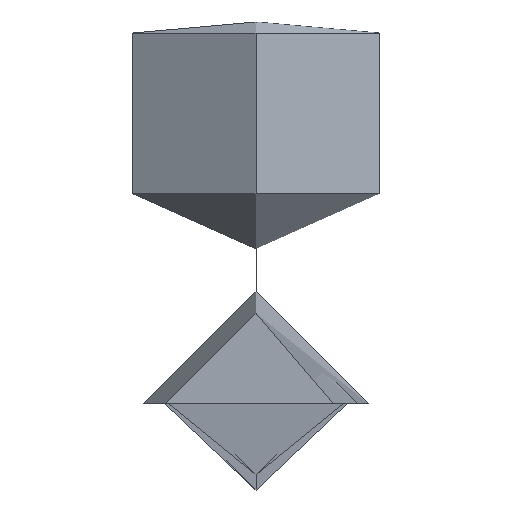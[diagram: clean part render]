
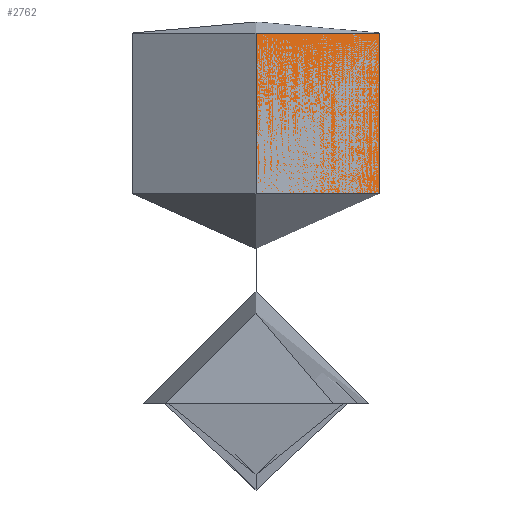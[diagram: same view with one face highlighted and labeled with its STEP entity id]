
A CAD part, left-side view. The second image highlights one B-rep face of the part: STEP entity #2762.
In plain terms, the highlighted free-form (B-spline) face has degree [1, 1] with [2, 2] control points.
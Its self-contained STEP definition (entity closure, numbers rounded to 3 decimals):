
#2448 = VERTEX_POINT('',#2449);
#2449 = CARTESIAN_POINT('',(-6.928,1.072,-12.));
#2506 = VERTEX_POINT('',#2507);
#2507 = CARTESIAN_POINT('',(-13.857,1.072,0.));
#2513 = EDGE_CURVE('',#2448,#2506,#2514,.T.);
#2514 = ( BOUNDED_CURVE() B_SPLINE_CURVE(2,(#2515,#2516,#2517),
.UNSPECIFIED.,.F.,.F.) B_SPLINE_CURVE_WITH_KNOTS((3,3),(0.,
1.402),.PIECEWISE_BEZIER_KNOTS.) CURVE() 
GEOMETRIC_REPRESENTATION_ITEM() RATIONAL_B_SPLINE_CURVE((1.,
1.155,1.)) REPRESENTATION_ITEM('') );
#2515 = CARTESIAN_POINT('',(-6.928,1.072,-12.));
#2516 = CARTESIAN_POINT('',(-10.392,-0.928,-6.));
#2517 = CARTESIAN_POINT('',(-13.857,1.072,0.)
  );
#2762 = ADVANCED_FACE('',(#2763),#2786,.T.);
#2763 = FACE_BOUND('',#2764,.T.);
#2764 = EDGE_LOOP('',(#2765,#2766,#2773,#2781));
#2765 = ORIENTED_EDGE('',*,*,#2513,.T.);
#2766 = ORIENTED_EDGE('',*,*,#2767,.T.);
#2767 = EDGE_CURVE('',#2506,#2768,#2770,.T.);
#2768 = VERTEX_POINT('',#2769);
#2769 = CARTESIAN_POINT('',(-13.857,16.644,0.));
#2770 = B_SPLINE_CURVE_WITH_KNOTS('',1,(#2771,#2772),.UNSPECIFIED.,.F.,
  .F.,(2,2),(-0.725,0.832),.PIECEWISE_BEZIER_KNOTS.);
#2771 = CARTESIAN_POINT('',(-13.857,1.072,0.)
  );
#2772 = CARTESIAN_POINT('',(-13.857,16.644,0.));
#2773 = ORIENTED_EDGE('',*,*,#2774,.F.);
#2774 = EDGE_CURVE('',#2775,#2768,#2777,.T.);
#2775 = VERTEX_POINT('',#2776);
#2776 = CARTESIAN_POINT('',(-6.928,16.644,-12.));
#2777 = ( BOUNDED_CURVE() B_SPLINE_CURVE(2,(#2778,#2779,#2780),
.UNSPECIFIED.,.F.,.F.) B_SPLINE_CURVE_WITH_KNOTS((3,3),(0.,
1.435),.PIECEWISE_BEZIER_KNOTS.) CURVE() 
GEOMETRIC_REPRESENTATION_ITEM() RATIONAL_B_SPLINE_CURVE((1.,
1.155,1.)) REPRESENTATION_ITEM('') );
#2778 = CARTESIAN_POINT('',(-6.928,16.644,-12.));
#2779 = CARTESIAN_POINT('',(-10.392,20.108,-6.));
#2780 = CARTESIAN_POINT('',(-13.857,16.644,0.));
#2781 = ORIENTED_EDGE('',*,*,#2782,.F.);
#2782 = EDGE_CURVE('',#2448,#2775,#2783,.T.);
#2783 = B_SPLINE_CURVE_WITH_KNOTS('',1,(#2784,#2785),.UNSPECIFIED.,.F.,
  .F.,(2,2),(-0.725,0.832),.PIECEWISE_BEZIER_KNOTS.);
#2784 = CARTESIAN_POINT('',(-6.928,1.072,-12.));
#2785 = CARTESIAN_POINT('',(-6.928,16.644,-12.));
#2786 = B_SPLINE_SURFACE_WITH_KNOTS('',1,1,(
    (#2787,#2788)
    ,(#2789,#2790
    )),.UNSPECIFIED.,.F.,.F.,.F.,(2,2),(2,2),(-1.387,
    0.001),(-0.094,2.012),
  .PIECEWISE_BEZIER_KNOTS.);
#2787 = CARTESIAN_POINT('',(-6.923,-0.938,-12.009));
#2788 = CARTESIAN_POINT('',(-6.923,20.118,-12.009));
#2789 = CARTESIAN_POINT('',(-13.862,-0.938,0.009)
  );
#2790 = CARTESIAN_POINT('',(-13.862,20.118,0.009));
